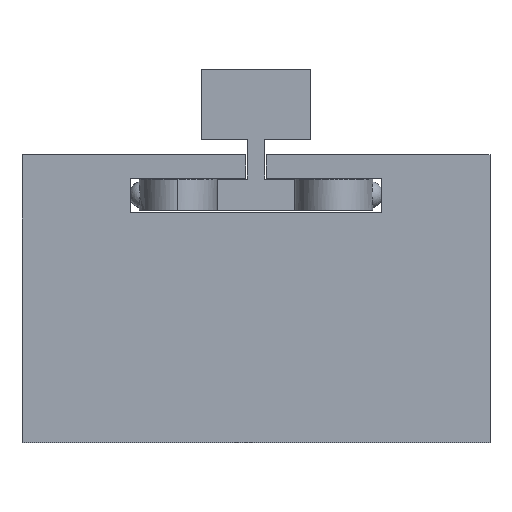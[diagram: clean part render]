
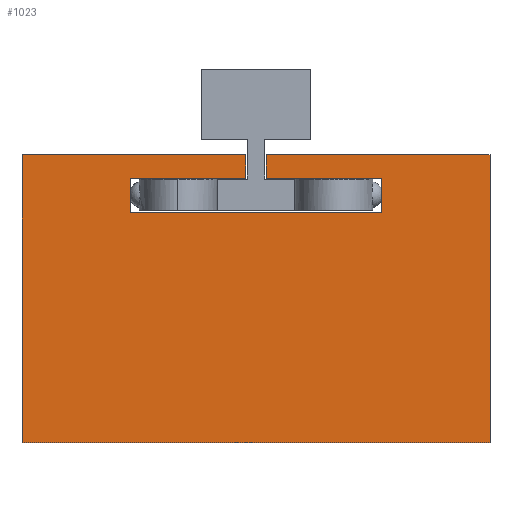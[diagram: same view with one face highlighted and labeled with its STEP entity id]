
A CAD part, top view. The second image highlights one B-rep face of the part: STEP entity #1023.
In plain terms, the highlighted planar face has unit normal (0, 0, 1).
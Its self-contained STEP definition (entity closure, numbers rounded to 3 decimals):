
#85=PLANE('',#1106);
#129=FACE_OUTER_BOUND('',#194,.T.);
#194=EDGE_LOOP('',(#754,#755,#756,#757,#758,#759,#760,#761,#762,#763,#764,
#765));
#264=LINE('',#1440,#366);
#268=LINE('',#1470,#370);
#282=LINE('',#1497,#384);
#283=LINE('',#1499,#385);
#284=LINE('',#1501,#386);
#285=LINE('',#1503,#387);
#286=LINE('',#1505,#388);
#287=LINE('',#1507,#389);
#288=LINE('',#1509,#390);
#289=LINE('',#1511,#391);
#290=LINE('',#1512,#392);
#291=LINE('',#1513,#393);
#366=VECTOR('',#1184,10.);
#370=VECTOR('',#1198,10.);
#384=VECTOR('',#1216,10.);
#385=VECTOR('',#1217,10.);
#386=VECTOR('',#1218,10.);
#387=VECTOR('',#1219,10.);
#388=VECTOR('',#1220,10.);
#389=VECTOR('',#1221,10.);
#390=VECTOR('',#1222,10.);
#391=VECTOR('',#1223,10.);
#392=VECTOR('',#1224,10.);
#393=VECTOR('',#1225,10.);
#481=VERTEX_POINT('',#1437);
#482=VERTEX_POINT('',#1439);
#488=VERTEX_POINT('',#1468);
#489=VERTEX_POINT('',#1469);
#500=VERTEX_POINT('',#1496);
#501=VERTEX_POINT('',#1498);
#502=VERTEX_POINT('',#1500);
#503=VERTEX_POINT('',#1502);
#504=VERTEX_POINT('',#1504);
#505=VERTEX_POINT('',#1506);
#506=VERTEX_POINT('',#1508);
#507=VERTEX_POINT('',#1510);
#580=EDGE_CURVE('',#481,#482,#264,.T.);
#588=EDGE_CURVE('',#488,#489,#268,.T.);
#602=EDGE_CURVE('',#500,#481,#282,.T.);
#603=EDGE_CURVE('',#501,#500,#283,.T.);
#604=EDGE_CURVE('',#502,#501,#284,.T.);
#605=EDGE_CURVE('',#503,#502,#285,.T.);
#606=EDGE_CURVE('',#504,#503,#286,.T.);
#607=EDGE_CURVE('',#505,#504,#287,.T.);
#608=EDGE_CURVE('',#506,#505,#288,.T.);
#609=EDGE_CURVE('',#507,#506,#289,.T.);
#610=EDGE_CURVE('',#489,#507,#290,.T.);
#611=EDGE_CURVE('',#488,#482,#291,.T.);
#754=ORIENTED_EDGE('',*,*,#602,.F.);
#755=ORIENTED_EDGE('',*,*,#603,.F.);
#756=ORIENTED_EDGE('',*,*,#604,.F.);
#757=ORIENTED_EDGE('',*,*,#605,.F.);
#758=ORIENTED_EDGE('',*,*,#606,.F.);
#759=ORIENTED_EDGE('',*,*,#607,.F.);
#760=ORIENTED_EDGE('',*,*,#608,.F.);
#761=ORIENTED_EDGE('',*,*,#609,.F.);
#762=ORIENTED_EDGE('',*,*,#610,.F.);
#763=ORIENTED_EDGE('',*,*,#588,.F.);
#764=ORIENTED_EDGE('',*,*,#611,.T.);
#765=ORIENTED_EDGE('',*,*,#580,.F.);
#1023=ADVANCED_FACE('',(#129),#85,.F.);
#1106=AXIS2_PLACEMENT_3D('',#1495,#1214,#1215);
#1184=DIRECTION('',(0.,-1.,0.));
#1198=DIRECTION('',(0.,1.,0.));
#1214=DIRECTION('center_axis',(0.,0.,-1.));
#1215=DIRECTION('ref_axis',(-1.,0.,0.));
#1216=DIRECTION('',(1.,0.,0.));
#1217=DIRECTION('',(0.,1.,0.));
#1218=DIRECTION('',(-1.,0.,0.));
#1219=DIRECTION('',(0.,1.,0.));
#1220=DIRECTION('',(1.,0.,0.));
#1221=DIRECTION('',(0.,-1.,0.));
#1222=DIRECTION('',(-1.,0.,0.));
#1223=DIRECTION('',(0.,-1.,0.));
#1224=DIRECTION('',(1.,0.,0.));
#1225=DIRECTION('',(1.,0.,0.));
#1437=CARTESIAN_POINT('',(30.,-10.9,15.));
#1439=CARTESIAN_POINT('',(30.,-47.8,15.));
#1440=CARTESIAN_POINT('',(30.,-10.9,15.));
#1468=CARTESIAN_POINT('',(-30.,-47.8,15.));
#1469=CARTESIAN_POINT('',(-30.,-10.9,15.));
#1470=CARTESIAN_POINT('',(-30.,-6.825,15.));
#1495=CARTESIAN_POINT('Origin',(0.,-11.65,15.));
#1496=CARTESIAN_POINT('',(1.3,-10.9,15.));
#1497=CARTESIAN_POINT('',(7.65,-10.9,15.));
#1498=CARTESIAN_POINT('',(1.3,-13.9,15.));
#1499=CARTESIAN_POINT('',(1.3,-6.825,15.));
#1500=CARTESIAN_POINT('',(16.1,-13.9,15.));
#1501=CARTESIAN_POINT('',(0.65,-13.9,15.));
#1502=CARTESIAN_POINT('',(16.1,-18.3,15.));
#1503=CARTESIAN_POINT('',(16.1,-8.325,15.));
#1504=CARTESIAN_POINT('',(-16.1,-18.3,15.));
#1505=CARTESIAN_POINT('',(6.15,-18.3,15.));
#1506=CARTESIAN_POINT('',(-16.1,-13.9,15.));
#1507=CARTESIAN_POINT('',(-16.1,-14.975,15.));
#1508=CARTESIAN_POINT('',(-1.3,-13.9,15.));
#1509=CARTESIAN_POINT('',(-6.15,-13.9,15.));
#1510=CARTESIAN_POINT('',(-1.3,-10.9,15.));
#1511=CARTESIAN_POINT('',(-1.3,-8.325,15.));
#1512=CARTESIAN_POINT('',(-0.65,-10.9,15.));
#1513=CARTESIAN_POINT('',(25.,-47.8,15.));
